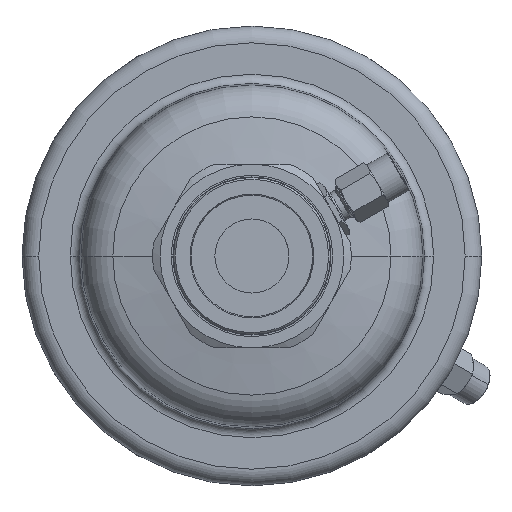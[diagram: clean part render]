
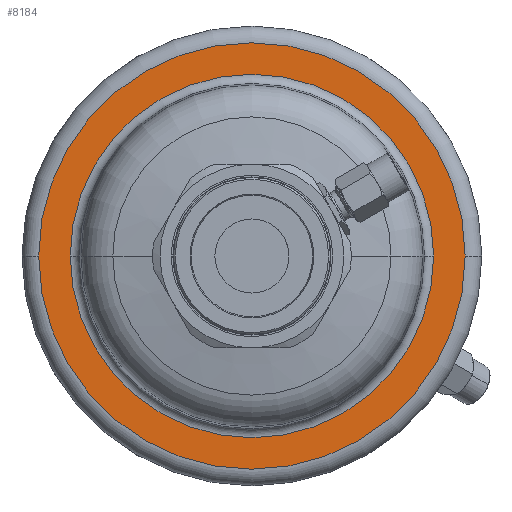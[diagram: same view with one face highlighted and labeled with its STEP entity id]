
A CAD part, left-side view. The second image highlights one B-rep face of the part: STEP entity #8184.
In plain terms, the highlighted planar face has unit normal (-1, 0, 0).
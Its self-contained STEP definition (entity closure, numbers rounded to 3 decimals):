
#3367=CARTESIAN_POINT('',(23.5,0.,0.));
#3368=DIRECTION('',(1.,0.,0.));
#3369=DIRECTION('',(0.,1.,0.));
#3370=AXIS2_PLACEMENT_3D('',#3367,#3368,#3369);
#3372=CARTESIAN_POINT('',(23.5,0.,0.));
#3373=DIRECTION('',(-1.,0.,0.));
#3374=DIRECTION('',(0.,1.,0.));
#3375=AXIS2_PLACEMENT_3D('',#3372,#3373,#3374);
#3387=CARTESIAN_POINT('',(23.5,0.,0.));
#3388=DIRECTION('',(-1.,0.,0.));
#3389=DIRECTION('',(0.,1.,0.));
#3390=AXIS2_PLACEMENT_3D('',#3387,#3388,#3389);
#3392=CARTESIAN_POINT('',(23.5,0.,0.));
#3393=DIRECTION('',(1.,0.,0.));
#3394=DIRECTION('',(0.,1.,0.));
#3395=AXIS2_PLACEMENT_3D('',#3392,#3393,#3394);
#6648=CARTESIAN_POINT('',(23.5,58.,0.));
#6650=VERTEX_POINT('',#6648);
#6651=CARTESIAN_POINT('',(23.5,49.431,0.));
#6653=VERTEX_POINT('',#6651);
#6680=CARTESIAN_POINT('',(23.5,-58.,0.));
#6682=VERTEX_POINT('',#6680);
#6683=CARTESIAN_POINT('',(23.5,-49.431,0.));
#6685=VERTEX_POINT('',#6683);
#8169=CARTESIAN_POINT('',(23.5,0.,0.));
#8170=DIRECTION('',(1.,0.,0.));
#8171=DIRECTION('',(0.,-1.,0.));
#8172=AXIS2_PLACEMENT_3D('',#8169,#8170,#8171);
#8173=PLANE('',#8172);
#8174=ORIENTED_EDGE('',*,*,#8151,.T.);
#8175=ORIENTED_EDGE('',*,*,#8162,.F.);
#8176=EDGE_LOOP('',(#8174,#8175));
#8177=FACE_OUTER_BOUND('',#8176,.F.);
#8179=ORIENTED_EDGE('',*,*,#8178,.T.);
#8181=ORIENTED_EDGE('',*,*,#8180,.F.);
#8182=EDGE_LOOP('',(#8179,#8181));
#8183=FACE_BOUND('',#8182,.F.);
#8184=ADVANCED_FACE('',(#8177,#8183),#8173,.F.);
#3371=CIRCLE('',#3370,58.);
#3376=CIRCLE('',#3375,58.);
#3391=CIRCLE('',#3390,49.431);
#3396=CIRCLE('',#3395,49.431);
#8151=EDGE_CURVE('',#6650,#6682,#3371,.T.);
#8162=EDGE_CURVE('',#6650,#6682,#3376,.T.);
#8178=EDGE_CURVE('',#6653,#6685,#3391,.T.);
#8180=EDGE_CURVE('',#6653,#6685,#3396,.T.);
